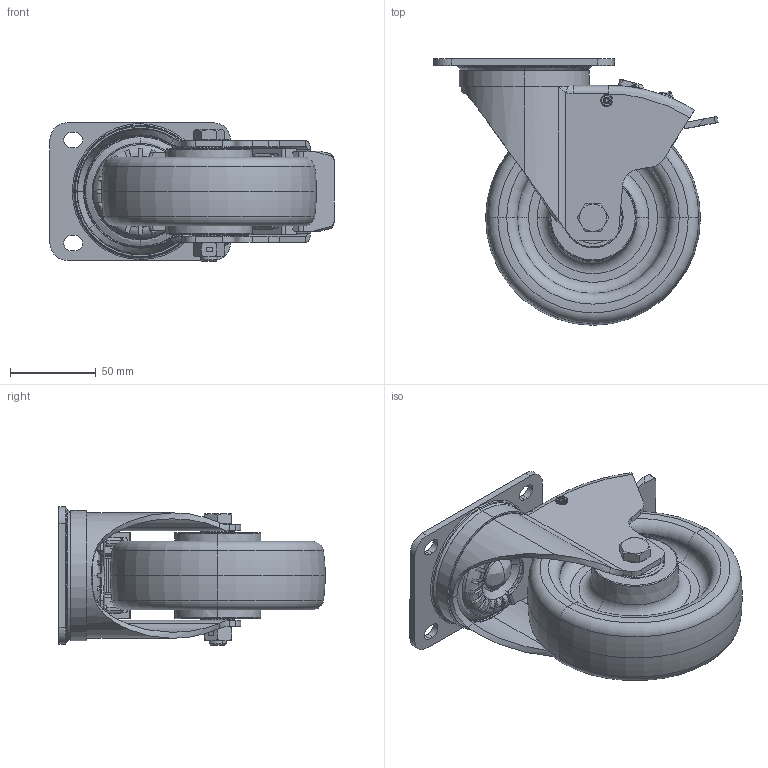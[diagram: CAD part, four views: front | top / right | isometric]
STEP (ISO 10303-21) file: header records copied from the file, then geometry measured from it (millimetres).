
FILE_DESCRIPTION (( 'STEP AP214' ), '1' );
FILE_NAME ('0033407_L-IM-PUZK-125-K-3-DSN-EC.STEP', '2016-12-23T09:41:01', ( '' ), ( '' ), 'SwSTEP 2.0', 'SolidWorks 2016', '' );
FILE_SCHEMA (( 'AUTOMOTIVE_DESIGN' ));
Length unit declared in the file: millimetre
Products named in the file (1): 0033407_L-IM-PUZK-125-K-3-DSN-EC
Bounding box: 165.19 x 155 x 80.5 mm (x, y, z)
Surface area: 157539 mm2 (no closed solid volume)
Topology: 0 solids, 23 shells, 1139 faces, 2938 edges, 1868 vertices
Faces by surface type: plane 568, cylinder 278, bspline 155, cone 84, torus 54
Entity records: 57110 total; most frequent: CARTESIAN_POINT 17327, ORIENTED_EDGE 5822, DIRECTION 5480, EDGE_CURVE 2931, AXIS2_PLACEMENT_3D 1944, VERTEX_POINT 1868, LINE 1592, VECTOR 1592
